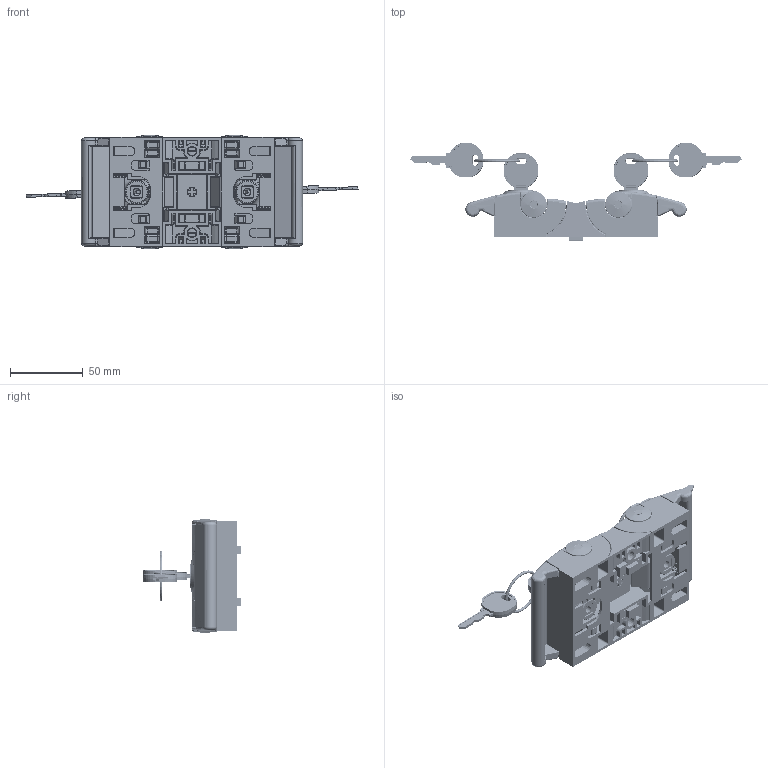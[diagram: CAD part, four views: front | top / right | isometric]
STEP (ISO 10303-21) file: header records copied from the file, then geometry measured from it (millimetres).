
FILE_DESCRIPTION (( 'STEP AP214' ), '1' );
FILE_NAME ('0957420S01.STEP', '2014-12-15T14:25:02', ( 'Admin' ), ( 'Hewlett-Packard Company' ), 'SwSTEP 2.0', 'SolidWorks 2014', '' );
FILE_SCHEMA (( 'AUTOMOTIVE_DESIGN' ));
Length unit declared in the file: millimetre
Products named in the file (14): 0957408R04_0957408R04; 0957408R03_standard gespiegelt muss sein ; 0957408R01_0957408R01 arme verl„ngert; 0957420_Standard; 093gr14_093 g r14; 0957420R02; 0957420R01; 0957420S01; 0957408_0957411R02; 0957408R09_0957408r09; 0957408R08_0957408R08; 0957401r18_Standard; 0957408R16_Standard; 0957408R05_Standard
Assembly tree (18 placements, depth 3):
  0957420S01
    0957420_Standard
      0957420R01
      0957420R02
      093gr14_093 g r14  x2
    0957408_0957411R02  x2
      0957408R01_0957408R01 arme verl„ngert
      0957408R03_standard gespiegelt muss sein 
      0957408R04_0957408R04
      0957408R05_Standard
      0957408R16_Standard
      0957401r18_Standard
      0957408R08_0957408R08
      0957408R09_0957408r09
Bounding box: 228.14 x 67.06 x 77.81 mm (x, y, z)
Volume: 149594.3 mm3; surface area: 118536 mm2
Topology: 32 solids, 32 shells, 5868 faces, 14728 edges, 8435 vertices
Faces by surface type: cylinder 1866, plane 1861, bspline 1246, torus 374, sphere 362, cone 159
Full cylindrical faces by diameter (mm): 5 x18, 5.474 x2, 5.5 x2, 11.9 x2, 13 x2, 15 x2, 16 x2, 17 x2, 18 x4
Entity records: 121861 total; most frequent: CARTESIAN_POINT 48300, ORIENTED_EDGE 16022, DIRECTION 13673, EDGE_CURVE 8011, AXIS2_PLACEMENT_3D 5170, VERTEX_POINT 4681, EDGE_LOOP 3516, FACE_OUTER_BOUND 3449
